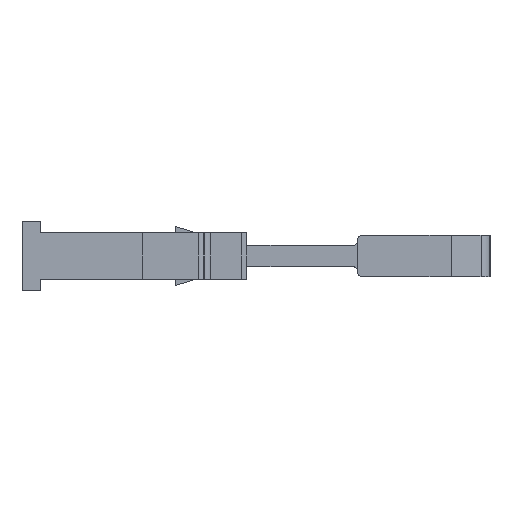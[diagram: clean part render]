
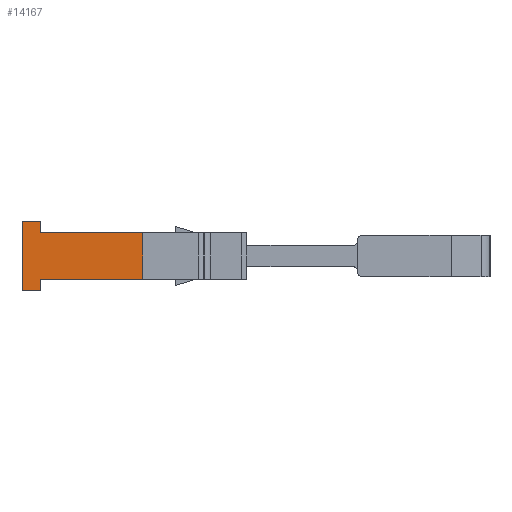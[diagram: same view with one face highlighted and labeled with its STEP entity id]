
A CAD part, left-side view. The second image highlights one B-rep face of the part: STEP entity #14167.
In plain terms, the highlighted planar face has unit normal (-1, 0, 0).
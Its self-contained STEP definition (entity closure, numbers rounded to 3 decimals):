
#88 = VECTOR ( 'NONE', #15170, 1000. ) ;
#107 = VECTOR ( 'NONE', #15140, 1000. ) ;
#114 = VECTOR ( 'NONE', #15233, 1000. ) ;
#137 = VECTOR ( 'NONE', #15254, 1000. ) ;
#143 = VECTOR ( 'NONE', #15262, 1000. ) ;
#366 = EDGE_CURVE ( 'NONE', #6142, #6019, #14247, .T. ) ;
#4972 = EDGE_CURVE ( 'NONE', #6651, #6142, #11913, .T. ) ;
#6019 = VERTEX_POINT ( 'NONE', #11137 ) ;
#6033 = VERTEX_POINT ( 'NONE', #11100 ) ;
#6064 = VERTEX_POINT ( 'NONE', #11170 ) ;
#6074 = VERTEX_POINT ( 'NONE', #11193 ) ;
#6075 = VERTEX_POINT ( 'NONE', #11198 ) ;
#6142 = VERTEX_POINT ( 'NONE', #11212 ) ;
#6155 = VERTEX_POINT ( 'NONE', #11271 ) ;
#6651 = VERTEX_POINT ( 'NONE', #11494 ) ;
#11100 = CARTESIAN_POINT ( 'NONE',  ( 966.394, 674.288, -0.75 ) ) ;
#11137 = CARTESIAN_POINT ( 'NONE',  ( 966.394, 673.088, 0. ) ) ;
#11170 = CARTESIAN_POINT ( 'NONE',  ( 966.394, 673.088, 3. ) ) ;
#11193 = CARTESIAN_POINT ( 'NONE',  ( 966.394, 673.088, 3.75 ) ) ;
#11198 = CARTESIAN_POINT ( 'NONE',  ( 966.394, 673.088, -0.75 ) ) ;
#11212 = CARTESIAN_POINT ( 'NONE',  ( 966.394, 666.491, 0. ) ) ;
#11271 = CARTESIAN_POINT ( 'NONE',  ( 966.394, 674.288, 3.75 ) ) ;
#11494 = CARTESIAN_POINT ( 'NONE',  ( 966.394, 666.491, 3. ) ) ;
#11901 = DIRECTION ( 'NONE',  ( 0., 0., -1. ) ) ;
#11913 = LINE ( 'NONE', #11942, #21416 ) ;
#11942 = CARTESIAN_POINT ( 'NONE',  ( 966.394, 666.491, 3. ) ) ;
#12921 = EDGE_CURVE ( 'NONE', #6033, #6155, #15134, .T. ) ;
#12949 = EDGE_CURVE ( 'NONE', #6074, #6064, #15167, .T. ) ;
#12987 = EDGE_CURVE ( 'NONE', #6033, #6075, #15228, .T. ) ;
#13015 = EDGE_CURVE ( 'NONE', #6155, #6074, #15253, .T. ) ;
#13018 = EDGE_CURVE ( 'NONE', #6019, #6075, #15279, .T. ) ;
#14167 = ADVANCED_FACE ( 'NONE', ( #19192 ), #19184, .F. ) ;
#14247 = LINE ( 'NONE', #14325, #21679 ) ;
#14273 = DIRECTION ( 'NONE',  ( 0., 1., 0. ) ) ;
#14304 = EDGE_CURVE ( 'NONE', #6651, #6064, #19544, .T. ) ;
#14325 = CARTESIAN_POINT ( 'NONE',  ( 966.394, 666.621, 0. ) ) ;
#15127 = CARTESIAN_POINT ( 'NONE',  ( 966.394, 674.288, 3. ) ) ;
#15134 = LINE ( 'NONE', #15127, #107 ) ;
#15140 = DIRECTION ( 'NONE',  ( 0., 0., 1. ) ) ;
#15167 = LINE ( 'NONE', #15168, #88 ) ;
#15168 = CARTESIAN_POINT ( 'NONE',  ( 966.394, 673.088, -0.75 ) ) ;
#15170 = DIRECTION ( 'NONE',  ( 0., 0., -1. ) ) ;
#15216 = CARTESIAN_POINT ( 'NONE',  ( 966.394, 673.088, -0.75 ) ) ;
#15228 = LINE ( 'NONE', #15216, #114 ) ;
#15233 = DIRECTION ( 'NONE',  ( 0., -1., 0. ) ) ;
#15244 = CARTESIAN_POINT ( 'NONE',  ( 966.394, 673.088, -0.75 ) ) ;
#15253 = LINE ( 'NONE', #15278, #143 ) ;
#15254 = DIRECTION ( 'NONE',  ( 0., 0., -1. ) ) ;
#15262 = DIRECTION ( 'NONE',  ( 0., -1., 0. ) ) ;
#15278 = CARTESIAN_POINT ( 'NONE',  ( 966.394, 666.621, 3.75 ) ) ;
#15279 = LINE ( 'NONE', #15244, #137 ) ;
#19154 = DIRECTION ( 'NONE',  ( 0., 0., -1. ) ) ;
#19177 = DIRECTION ( 'NONE',  ( 1., 0., 0. ) ) ;
#19184 = PLANE ( 'NONE',  #24275 ) ;
#19185 = CARTESIAN_POINT ( 'NONE',  ( 966.394, 666.621, 3. ) ) ;
#19192 = FACE_OUTER_BOUND ( 'NONE', #24740, .T. ) ;
#19513 = DIRECTION ( 'NONE',  ( 0., 1., 0. ) ) ;
#19544 = LINE ( 'NONE', #19552, #24110 ) ;
#19552 = CARTESIAN_POINT ( 'NONE',  ( 966.394, 662.174, 3. ) ) ;
#21416 = VECTOR ( 'NONE', #11901, 1000. ) ;
#21679 = VECTOR ( 'NONE', #14273, 1000. ) ;
#24110 = VECTOR ( 'NONE', #19513, 1000. ) ;
#24275 = AXIS2_PLACEMENT_3D ( 'NONE', #19185, #19177, #19154 ) ;
#24740 = EDGE_LOOP ( 'NONE', ( #25367, #25332, #25309, #25364, #25411, #25319, #25344, #25336 ) ) ;
#25309 = ORIENTED_EDGE ( 'NONE', *, *, #12921, .F. ) ;
#25319 = ORIENTED_EDGE ( 'NONE', *, *, #366, .F. ) ;
#25332 = ORIENTED_EDGE ( 'NONE', *, *, #13015, .F. ) ;
#25336 = ORIENTED_EDGE ( 'NONE', *, *, #14304, .T. ) ;
#25344 = ORIENTED_EDGE ( 'NONE', *, *, #4972, .F. ) ;
#25364 = ORIENTED_EDGE ( 'NONE', *, *, #12987, .T. ) ;
#25367 = ORIENTED_EDGE ( 'NONE', *, *, #12949, .F. ) ;
#25411 = ORIENTED_EDGE ( 'NONE', *, *, #13018, .F. ) ;
